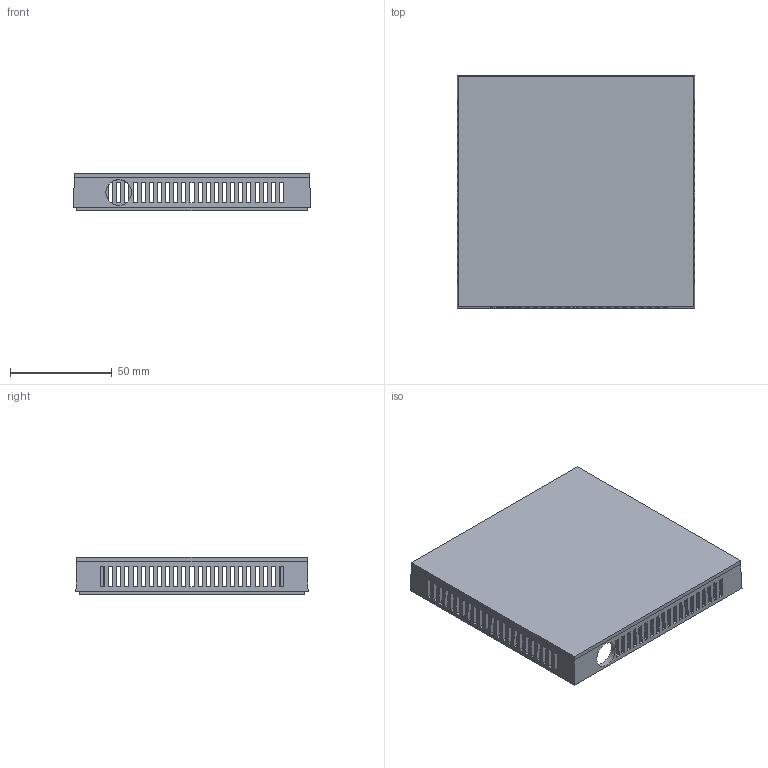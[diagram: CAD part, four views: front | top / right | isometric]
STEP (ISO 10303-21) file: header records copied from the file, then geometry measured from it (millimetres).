
FILE_DESCRIPTION(/* description */ (''),/* implementation_level */ '2;1');
FILE_NAME(/* name */ 'case-bottom.step',/* time_stamp */ '2023-07-27T23:19:58-05:00',/* author */ (''),/* organization */ (''),/* preprocessor_version */ 'ST-DEVELOPER v20',/* originating_system */ 'Autodesk Translation Framework v12.9.0.99',/* authorisation */ '');
FILE_SCHEMA (('AUTOMOTIVE_DESIGN { 1 0 10303 214 3 1 1 }'));
Length unit declared in the file: millimetre
Products named in the file (1): case:bottom
Bounding box: 116.71 x 114.17 x 18.5 mm (x, y, z)
Volume: 34189.8 mm3; surface area: 45203.1 mm2
Topology: 1 solids, 1 shells, 404 faces, 1205 edges, 802 vertices
Faces by surface type: plane 395, cylinder 9
Full cylindrical faces by diameter (mm): 3.3 x4, 12.7 x1
Entity records: 13684 total; most frequent: CARTESIAN_POINT 2412, ORIENTED_EDGE 2410, DIRECTION 2033, EDGE_CURVE 1205, LINE 1187, VECTOR 1187, VERTEX_POINT 802, EDGE_LOOP 581
